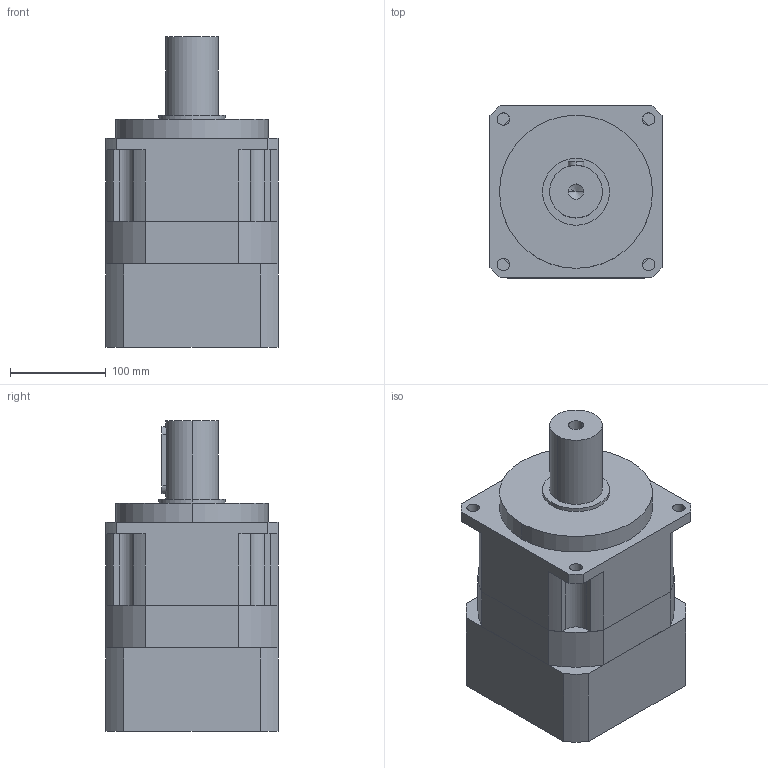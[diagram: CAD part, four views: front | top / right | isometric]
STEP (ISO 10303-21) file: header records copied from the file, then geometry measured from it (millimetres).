
FILE_DESCRIPTION (( 'STEP AP203' ), '1' );
FILE_NAME ('GPB180-L1(42-114.3-200-M12£©.STEP', '2024-07-25T01:39:39', ( '' ), ( '' ), 'SwSTEP 2.0', 'SolidWorks 2019', '' );
FILE_SCHEMA (( 'CONFIG_CONTROL_DESIGN' ));
Length unit declared in the file: millimetre
Products named in the file (1): GPB180-L1(42-114.3-200-M12）
Bounding box: 180 x 180 x 324.5 mm (x, y, z)
Volume: 6262235.1 mm3; surface area: 422224 mm2
Topology: 4 solids, 4 shells, 143 faces, 365 edges, 241 vertices
Faces by surface type: cylinder 77, plane 62, torus 2, cone 2
Entity records: 4780 total; most frequent: CARTESIAN_POINT 1059, DIRECTION 811, ORIENTED_EDGE 726, EDGE_CURVE 363, AXIS2_PLACEMENT_3D 307, VERTEX_POINT 241, VECTOR 197, LINE 197
